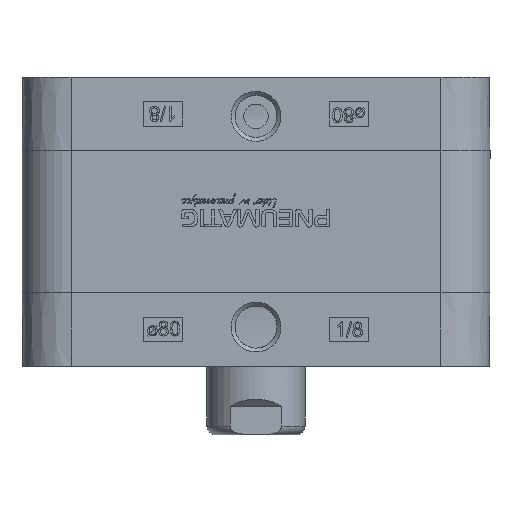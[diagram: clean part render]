
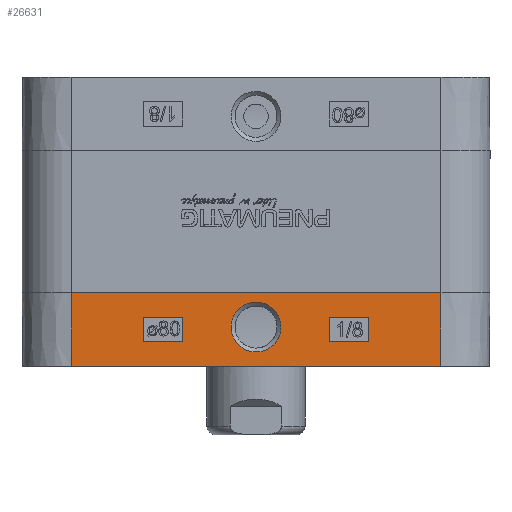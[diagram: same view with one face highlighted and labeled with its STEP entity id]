
A CAD part, left-side view. The second image highlights one B-rep face of the part: STEP entity #26631.
In plain terms, the highlighted planar face has unit normal (-1, 0, -0.009).
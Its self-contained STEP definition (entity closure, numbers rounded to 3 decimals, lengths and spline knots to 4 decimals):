
#1312=LINE($,#36272,#3360);
#1355=LINE($,#36427,#3403);
#1568=LINE($,#38068,#3616);
#1570=LINE($,#38072,#3618);
#1572=LINE($,#38076,#3620);
#1574=LINE($,#38079,#3622);
#1576=LINE($,#38085,#3624);
#1578=LINE($,#38089,#3626);
#1580=LINE($,#38093,#3628);
#1582=LINE($,#38096,#3630);
#1584=LINE($,#38252,#3632);
#1585=LINE($,#38253,#3633);
#3360=VECTOR($,#30335,7.55);
#3403=VECTOR($,#30452,7.55);
#3616=VECTOR($,#31011,0.5);
#3618=VECTOR($,#31015,0.8);
#3620=VECTOR($,#31019,0.5);
#3622=VECTOR($,#31023,0.8);
#3624=VECTOR($,#31029,0.5);
#3626=VECTOR($,#31033,0.8);
#3628=VECTOR($,#31037,0.5);
#3630=VECTOR($,#31041,0.8);
#3632=VECTOR($,#31049,1.5001);
#3633=VECTOR($,#31050,1.5001);
#5227=PLANE($,#28385);
#5653=FACE_BOUND($,#8281,.T.);
#5654=FACE_BOUND($,#8282,.T.);
#5655=FACE_BOUND($,#8283,.T.);
#6603=FACE_OUTER_BOUND($,#8280,.T.);
#8280=EDGE_LOOP($,(#20171,#20172,#20173,#20174));
#8281=EDGE_LOOP($,(#20175,#20176,#20177,#20178));
#8282=EDGE_LOOP($,(#20179,#20180,#20181,#20182));
#8283=EDGE_LOOP($,(#20183));
#9677=B_SPLINE_CURVE_WITH_KNOTS($,3,(#38195,#38196,#38197,#38198,#38199,
#38200,#38201,#38202,#38203,#38204,#38205,#38206,#38207,#38208,#38209,#38210,
#38211,#38212,#38213,#38214,#38215,#38216,#38217,#38218,#38219,#38220,#38221,
#38222,#38223,#38224,#38225,#38226,#38227,#38228,#38229,#38230,#38231,#38232,
#38233,#38234,#38235,#38236,#38237,#38238,#38239,#38240,#38241,#38242,#38243,
#38244,#38245,#38246,#38247,#38248,#38249),.UNSPECIFIED.,.T.,.F.,(4,3,3,
3,3,3,3,3,3,3,3,3,3,3,3,3,3,3,4),(0.,0.2239,0.393,
0.7143,0.7839,1.1204,1.3102,1.589,
1.6832,1.6934,1.8709,2.084,2.1556,
2.4543,2.4903,2.8158,3.1523,3.311,
3.5407),.UNSPECIFIED.);
#11557=VERTEX_POINT($,#36269);
#11558=VERTEX_POINT($,#36271);
#11632=VERTEX_POINT($,#36424);
#11633=VERTEX_POINT($,#36426);
#11947=VERTEX_POINT($,#38065);
#11948=VERTEX_POINT($,#38067);
#11949=VERTEX_POINT($,#38071);
#11950=VERTEX_POINT($,#38075);
#11951=VERTEX_POINT($,#38082);
#11952=VERTEX_POINT($,#38084);
#11953=VERTEX_POINT($,#38088);
#11954=VERTEX_POINT($,#38092);
#11955=VERTEX_POINT($,#38146);
#14514=EDGE_CURVE($,#11558,#11557,#1312,.T.);
#14589=EDGE_CURVE($,#11633,#11632,#1355,.T.);
#15006=EDGE_CURVE($,#11948,#11947,#1568,.T.);
#15008=EDGE_CURVE($,#11949,#11948,#1570,.T.);
#15010=EDGE_CURVE($,#11950,#11949,#1572,.T.);
#15012=EDGE_CURVE($,#11947,#11950,#1574,.T.);
#15014=EDGE_CURVE($,#11952,#11951,#1576,.T.);
#15016=EDGE_CURVE($,#11953,#11952,#1578,.T.);
#15018=EDGE_CURVE($,#11954,#11953,#1580,.T.);
#15020=EDGE_CURVE($,#11951,#11954,#1582,.T.);
#15023=EDGE_CURVE($,#11955,#11955,#9677,.T.);
#15024=EDGE_CURVE($,#11632,#11558,#1584,.T.);
#15025=EDGE_CURVE($,#11633,#11557,#1585,.T.);
#20171=ORIENTED_EDGE($,*,*,#14589,.T.);
#20172=ORIENTED_EDGE($,*,*,#15024,.T.);
#20173=ORIENTED_EDGE($,*,*,#14514,.T.);
#20174=ORIENTED_EDGE($,*,*,#15025,.F.);
#20175=ORIENTED_EDGE($,*,*,#15006,.T.);
#20176=ORIENTED_EDGE($,*,*,#15012,.T.);
#20177=ORIENTED_EDGE($,*,*,#15010,.T.);
#20178=ORIENTED_EDGE($,*,*,#15008,.T.);
#20179=ORIENTED_EDGE($,*,*,#15014,.T.);
#20180=ORIENTED_EDGE($,*,*,#15020,.T.);
#20181=ORIENTED_EDGE($,*,*,#15018,.T.);
#20182=ORIENTED_EDGE($,*,*,#15016,.T.);
#20183=ORIENTED_EDGE($,*,*,#15023,.F.);
#26631=ADVANCED_FACE($,(#6603,#5653,#5654,#5655),#5227,.T.);
#28385=AXIS2_PLACEMENT_3D($,#38251,#31047,#31048);
#30335=DIRECTION($,(0.,-1.,0.));
#30452=DIRECTION($,(0.,1.,0.));
#31011=DIRECTION($,(-0.009,0.,1.));
#31015=DIRECTION($,(0.,1.,0.));
#31019=DIRECTION($,(0.009,0.,-1.));
#31023=DIRECTION($,(0.,-1.,0.));
#31029=DIRECTION($,(-0.009,0.,1.));
#31033=DIRECTION($,(0.,1.,0.));
#31037=DIRECTION($,(0.009,0.,-1.));
#31041=DIRECTION($,(0.,-1.,0.));
#31047=DIRECTION('center_axis',(-1.,0.,
-0.009));
#31048=DIRECTION('ref_axis',(-0.009,0.,
1.));
#31049=DIRECTION($,(0.009,0.,-1.));
#31050=DIRECTION($,(0.009,0.,-1.));
#36269=CARTESIAN_POINT('',(-4.7619,-3.775,-1.5));
#36271=CARTESIAN_POINT('',(-4.7619,3.775,-1.5));
#36272=CARTESIAN_POINT($,(-4.7619,3.775,-1.5));
#36424=CARTESIAN_POINT('',(-4.775,3.775,0.));
#36426=CARTESIAN_POINT('',(-4.775,-3.775,0.));
#36427=CARTESIAN_POINT($,(-4.775,-3.775,0.));
#38065=CARTESIAN_POINT('',(-4.7706,-1.5,-0.5));
#38067=CARTESIAN_POINT('',(-4.7663,-1.5,-1.));
#38068=CARTESIAN_POINT($,(-4.7663,-1.5,-1.));
#38071=CARTESIAN_POINT('',(-4.7663,-2.3,-1.));
#38072=CARTESIAN_POINT($,(-4.7663,-2.3,-1.));
#38075=CARTESIAN_POINT('',(-4.7706,-2.3,-0.5));
#38076=CARTESIAN_POINT($,(-4.7706,-2.3,-0.5));
#38079=CARTESIAN_POINT($,(-4.7706,-1.5,-0.5));
#38082=CARTESIAN_POINT('',(-4.7706,2.3,-0.5));
#38084=CARTESIAN_POINT('',(-4.7663,2.3,-1.));
#38085=CARTESIAN_POINT($,(-4.7663,2.3,-1.));
#38088=CARTESIAN_POINT('',(-4.7663,1.5,-1.));
#38089=CARTESIAN_POINT($,(-4.7663,1.5,-1.));
#38092=CARTESIAN_POINT('',(-4.7706,1.5,-0.5));
#38093=CARTESIAN_POINT($,(-4.7706,1.5,-0.5));
#38096=CARTESIAN_POINT($,(-4.7706,2.3,-0.5));
#38146=CARTESIAN_POINT('',(-4.7733,0.0003,-0.1914));
#38195=CARTESIAN_POINT('Ctrl Pts',(-4.7645,0.0001,
-1.2089));
#38196=CARTESIAN_POINT('Ctrl Pts',(-4.7644,-0.0746,
-1.209));
#38197=CARTESIAN_POINT('Ctrl Pts',(-4.7646,-0.1532,
-1.1924));
#38198=CARTESIAN_POINT('Ctrl Pts',(-4.7649,-0.2214,
-1.1599));
#38199=CARTESIAN_POINT('Ctrl Pts',(-4.7651,-0.2728,
-1.1353));
#38200=CARTESIAN_POINT('Ctrl Pts',(-4.7654,-0.3143,
-1.1043));
#38201=CARTESIAN_POINT('Ctrl Pts',(-4.7656,-0.3466,
-1.0741));
#38202=CARTESIAN_POINT('Ctrl Pts',(-4.7661,-0.4079,
-1.0168));
#38203=CARTESIAN_POINT('Ctrl Pts',(-4.7667,-0.454,
-0.947));
#38204=CARTESIAN_POINT('Ctrl Pts',(-4.7674,-0.4818,
-0.8671));
#38205=CARTESIAN_POINT('Ctrl Pts',(-4.7676,-0.4878,
-0.8498));
#38206=CARTESIAN_POINT('Ctrl Pts',(-4.7677,-0.4929,
-0.8321));
#38207=CARTESIAN_POINT('Ctrl Pts',(-4.7679,-0.497,
-0.8142));
#38208=CARTESIAN_POINT('Ctrl Pts',(-4.7687,-0.5165,
-0.7275));
#38209=CARTESIAN_POINT('Ctrl Pts',(-4.7695,-0.5124,
-0.6313));
#38210=CARTESIAN_POINT('Ctrl Pts',(-4.7703,-0.4826,
-0.5406));
#38211=CARTESIAN_POINT('Ctrl Pts',(-4.7707,-0.4658,
-0.4895));
#38212=CARTESIAN_POINT('Ctrl Pts',(-4.7712,-0.441,
-0.4368));
#38213=CARTESIAN_POINT('Ctrl Pts',(-4.7717,-0.3983,
-0.3833));
#38214=CARTESIAN_POINT('Ctrl Pts',(-4.7723,-0.3355,
-0.3046));
#38215=CARTESIAN_POINT('Ctrl Pts',(-4.7729,-0.2369,
-0.2374));
#38216=CARTESIAN_POINT('Ctrl Pts',(-4.7732,-0.1269,
-0.2082));
#38217=CARTESIAN_POINT('Ctrl Pts',(-4.7733,-0.0897,
-0.1983));
#38218=CARTESIAN_POINT('Ctrl Pts',(-4.7733,-0.0511,
-0.1925));
#38219=CARTESIAN_POINT('Ctrl Pts',(-4.7733,-0.0122,
-0.1915));
#38220=CARTESIAN_POINT('Ctrl Pts',(-4.7733,-0.008,
-0.1914));
#38221=CARTESIAN_POINT('Ctrl Pts',(-4.7733,-0.0038,
-0.1914));
#38222=CARTESIAN_POINT('Ctrl Pts',(-4.7733,0.0003,
-0.1914));
#38223=CARTESIAN_POINT('Ctrl Pts',(-4.7733,0.0727,
-0.1914));
#38224=CARTESIAN_POINT('Ctrl Pts',(-4.7732,0.1333,
-0.2068));
#38225=CARTESIAN_POINT('Ctrl Pts',(-4.773,0.1849,
-0.2272));
#38226=CARTESIAN_POINT('Ctrl Pts',(-4.7728,0.2468,
-0.2516));
#38227=CARTESIAN_POINT('Ctrl Pts',(-4.7725,0.307,
-0.2897));
#38228=CARTESIAN_POINT('Ctrl Pts',(-4.7721,0.3553,
-0.336));
#38229=CARTESIAN_POINT('Ctrl Pts',(-4.7719,0.3716,
-0.3516));
#38230=CARTESIAN_POINT('Ctrl Pts',(-4.7718,0.386,
-0.3675));
#38231=CARTESIAN_POINT('Ctrl Pts',(-4.7717,0.3986,
-0.3833));
#38232=CARTESIAN_POINT('Ctrl Pts',(-4.7711,0.4514,
-0.449));
#38233=CARTESIAN_POINT('Ctrl Pts',(-4.7706,0.4741,-0.5038));
#38234=CARTESIAN_POINT('Ctrl Pts',(-4.7701,0.491,
-0.5651));
#38235=CARTESIAN_POINT('Ctrl Pts',(-4.77,0.493,
-0.5725));
#38236=CARTESIAN_POINT('Ctrl Pts',(-4.7699,0.4949,
-0.5799));
#38237=CARTESIAN_POINT('Ctrl Pts',(-4.7699,0.4966,-0.5874));
#38238=CARTESIAN_POINT('Ctrl Pts',(-4.7693,0.5122,
-0.6553));
#38239=CARTESIAN_POINT('Ctrl Pts',(-4.7687,0.5174,
-0.7263));
#38240=CARTESIAN_POINT('Ctrl Pts',(-4.7679,0.4971,
-0.8139));
#38241=CARTESIAN_POINT('Ctrl Pts',(-4.7671,0.4761,
-0.9045));
#38242=CARTESIAN_POINT('Ctrl Pts',(-4.7663,0.4224,
-1.0016));
#38243=CARTESIAN_POINT('Ctrl Pts',(-4.7656,0.3452,
-1.0737));
#38244=CARTESIAN_POINT('Ctrl Pts',(-4.7653,0.3088,
-1.1077));
#38245=CARTESIAN_POINT('Ctrl Pts',(-4.7651,0.267,-1.1371));
#38246=CARTESIAN_POINT('Ctrl Pts',(-4.7649,0.2208,
-1.1594));
#38247=CARTESIAN_POINT('Ctrl Pts',(-4.7646,0.1538,
-1.1916));
#38248=CARTESIAN_POINT('Ctrl Pts',(-4.7645,0.0767,
-1.2088));
#38249=CARTESIAN_POINT('Ctrl Pts',(-4.7645,0.0001,
-1.2089));
#38251=CARTESIAN_POINT('Origin',(-4.775,0.,0.));
#38252=CARTESIAN_POINT($,(-4.775,3.775,0.));
#38253=CARTESIAN_POINT($,(-4.775,-3.775,0.));
